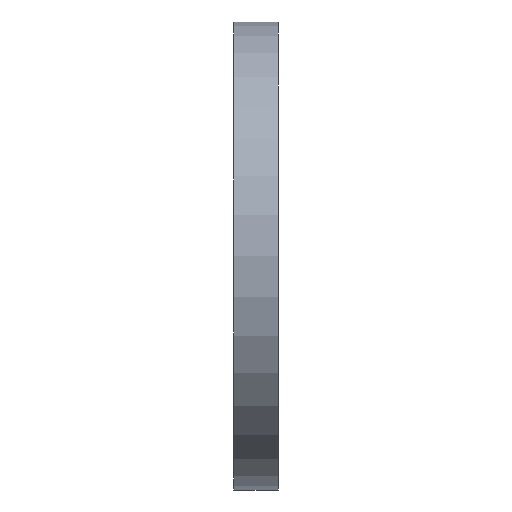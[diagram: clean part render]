
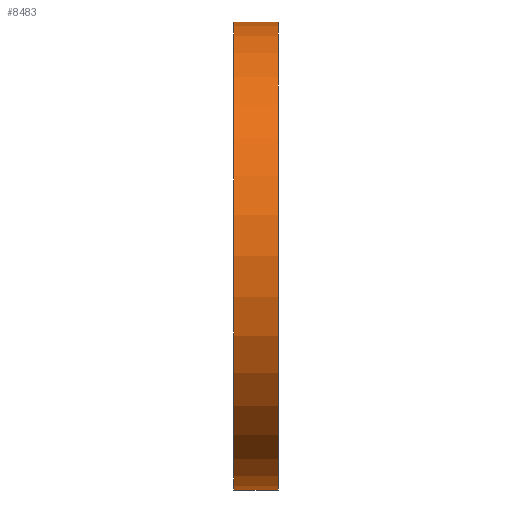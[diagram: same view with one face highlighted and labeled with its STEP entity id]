
A CAD part, left-side view. The second image highlights one B-rep face of the part: STEP entity #8483.
In plain terms, the highlighted cylindrical face has radius 21 mm (diameter 42 mm), a partial arc.
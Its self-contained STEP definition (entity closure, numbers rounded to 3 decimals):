
#251 = VERTEX_POINT ( 'NONE', #9421 ) ;
#343 = VERTEX_POINT ( 'NONE', #2700 ) ;
#787 = LINE ( 'NONE', #11127, #3096 ) ;
#2231 = CARTESIAN_POINT ( 'NONE',  ( 0., 2., 0. ) ) ;
#2499 = AXIS2_PLACEMENT_3D ( 'NONE', #2231, #7238, #9151 ) ;
#2700 = CARTESIAN_POINT ( 'NONE',  ( 0., 2., 21. ) ) ;
#3058 = DIRECTION ( 'NONE',  ( 0., -1., 0. ) ) ;
#3096 = VECTOR ( 'NONE', #3113, 1000. ) ;
#3113 = DIRECTION ( 'NONE',  ( 0., -1., 0. ) ) ;
#4631 = ORIENTED_EDGE ( 'NONE', *, *, #8879, .T. ) ;
#5258 = CARTESIAN_POINT ( 'NONE',  ( 0., -2., 0. ) ) ;
#5515 = AXIS2_PLACEMENT_3D ( 'NONE', #9973, #3058, #12097 ) ;
#5770 = CARTESIAN_POINT ( 'NONE',  ( 0., -2., -21. ) ) ;
#5934 = ORIENTED_EDGE ( 'NONE', *, *, #8462, .F. ) ;
#6199 = CYLINDRICAL_SURFACE ( 'NONE', #5515, 21. ) ;
#6260 = VERTEX_POINT ( 'NONE', #10817 ) ;
#6783 = EDGE_CURVE ( 'NONE', #6260, #343, #12114, .T. ) ;
#7238 = DIRECTION ( 'NONE',  ( 0., 1., 0. ) ) ;
#7265 = DIRECTION ( 'NONE',  ( 0., 0., 1. ) ) ;
#7860 = EDGE_LOOP ( 'NONE', ( #5934, #11815, #8476, #4631 ) ) ;
#8192 = DIRECTION ( 'NONE',  ( 0., -1., 0. ) ) ;
#8462 = EDGE_CURVE ( 'NONE', #343, #251, #11936, .T. ) ;
#8476 = ORIENTED_EDGE ( 'NONE', *, *, #11513, .T. ) ;
#8483 = ADVANCED_FACE ( 'NONE', ( #12246 ), #6199, .T. ) ;
#8879 = EDGE_CURVE ( 'NONE', #9184, #251, #9921, .T. ) ;
#9150 = CARTESIAN_POINT ( 'NONE',  ( 0., 2., 21. ) ) ;
#9151 = DIRECTION ( 'NONE',  ( 0., 0., 1. ) ) ;
#9184 = VERTEX_POINT ( 'NONE', #5770 ) ;
#9421 = CARTESIAN_POINT ( 'NONE',  ( 0., -2., 21. ) ) ;
#9921 = CIRCLE ( 'NONE', #12009, 21. ) ;
#9973 = CARTESIAN_POINT ( 'NONE',  ( 0., 2., 0. ) ) ;
#10817 = CARTESIAN_POINT ( 'NONE',  ( 0., 2., -21. ) ) ;
#11013 = VECTOR ( 'NONE', #8192, 1000. ) ;
#11127 = CARTESIAN_POINT ( 'NONE',  ( 0., 2., -21. ) ) ;
#11180 = DIRECTION ( 'NONE',  ( 0., 1., 0. ) ) ;
#11513 = EDGE_CURVE ( 'NONE', #6260, #9184, #787, .T. ) ;
#11815 = ORIENTED_EDGE ( 'NONE', *, *, #6783, .F. ) ;
#11936 = LINE ( 'NONE', #9150, #11013 ) ;
#12009 = AXIS2_PLACEMENT_3D ( 'NONE', #5258, #11180, #7265 ) ;
#12097 = DIRECTION ( 'NONE',  ( 0., 0., -1. ) ) ;
#12114 = CIRCLE ( 'NONE', #2499, 21. ) ;
#12246 = FACE_OUTER_BOUND ( 'NONE', #7860, .T. ) ;
